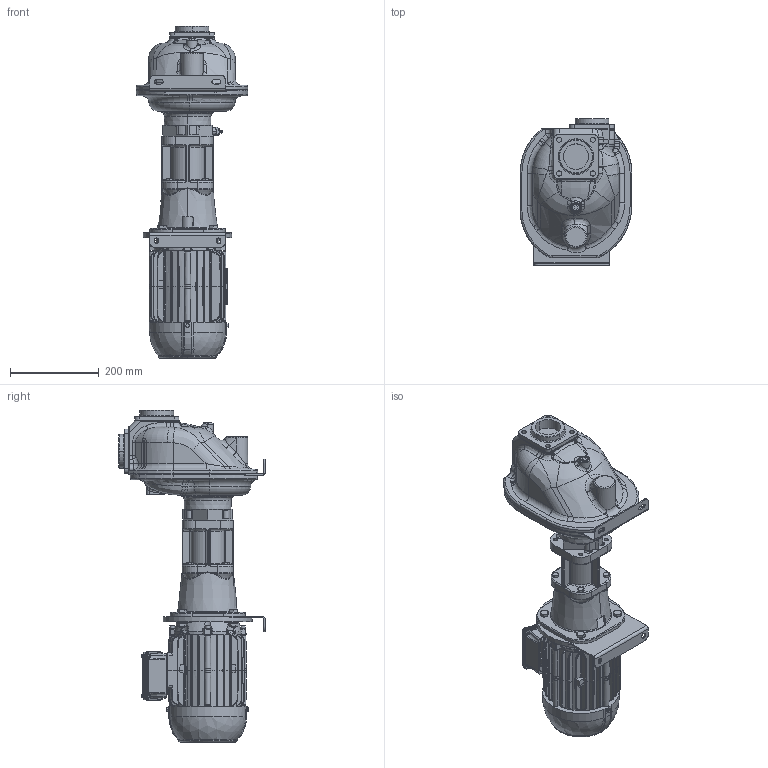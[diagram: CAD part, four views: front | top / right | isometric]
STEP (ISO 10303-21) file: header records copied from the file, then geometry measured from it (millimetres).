
FILE_DESCRIPTION((''),'2;1');
FILE_NAME('D_S_51_K_BBT_0000030961','2023-06-15T12:18:48',('ax'),(''),'CREO PARAMETRIC BY PTC INC, 2023014','CREO PARAMETRIC BY PTC INC, 2023014','');
FILE_SCHEMA(('CONFIG_CONTROL_DESIGN'));
Products named in the file (1): D_S_51_K_BBT_0000030961
Bounding box: 252.07 x 331 x 749.5 mm (x, y, z)
Volume: 14834411.7 mm3; surface area: 818192.2 mm2
Topology: 1 solids, 1 shells, 3772 faces, 9470 edges, 5879 vertices
Faces by surface type: plane 1349, cylinder 1140, bspline 748, cone 316, torus 167, sphere 30, extrusion 22
Entity records: 182048 total; most frequent: CARTESIAN_POINT 98187, ORIENTED_EDGE 18838, DIRECTION 15415, EDGE_CURVE 9419, VERTEX_POINT 5879, AXIS2_PLACEMENT_3D 5736, EDGE_LOOP 4012, VECTOR 3943
